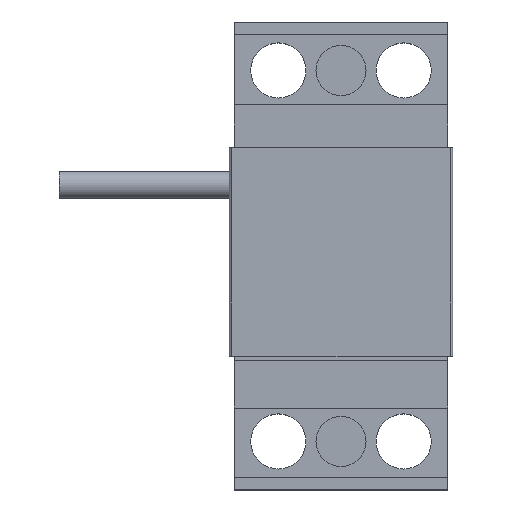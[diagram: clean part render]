
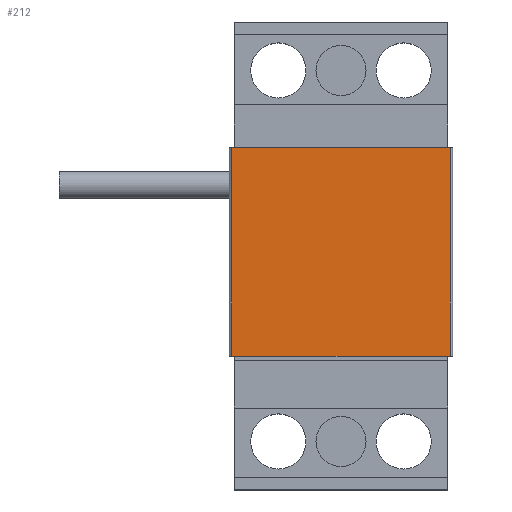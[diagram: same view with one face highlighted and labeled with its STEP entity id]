
A CAD part, top view. The second image highlights one B-rep face of the part: STEP entity #212.
In plain terms, the highlighted face is planar.
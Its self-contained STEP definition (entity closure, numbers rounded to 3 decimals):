
#212 = ADVANCED_FACE( '', ( #408 ), #409, .T. );
#408 = FACE_OUTER_BOUND( '', #592, .T. );
#409 = PLANE( '', #593 );
#592 = EDGE_LOOP( '', ( #989, #990, #991, #992 ) );
#593 = AXIS2_PLACEMENT_3D( '', #993, #994, #995 );
#989 = ORIENTED_EDGE( '', *, *, #1097, .T. );
#990 = ORIENTED_EDGE( '', *, *, #1199, .T. );
#991 = ORIENTED_EDGE( '', *, *, #1233, .F. );
#992 = ORIENTED_EDGE( '', *, *, #1140, .T. );
#993 = CARTESIAN_POINT( '', ( 26.7, 3., -25. ) );
#994 = DIRECTION( '', ( 0., 1., 0. ) );
#995 = DIRECTION( '', ( 0., 0., 1. ) );
#1097 = EDGE_CURVE( '', #1284, #1282, #1285, .T. );
#1140 = EDGE_CURVE( '', #1352, #1284, #1353, .F. );
#1199 = EDGE_CURVE( '', #1282, #1445, #1447, .T. );
#1233 = EDGE_CURVE( '', #1352, #1445, #1491, .T. );
#1282 = VERTEX_POINT( '', #1551 );
#1284 = VERTEX_POINT( '', #1553 );
#1285 = LINE( '', #1554, #1555 );
#1352 = VERTEX_POINT( '', #1648 );
#1353 = LINE( '', #1649, #1650 );
#1445 = VERTEX_POINT( '', #1772 );
#1447 = LINE( '', #1774, #1775 );
#1491 = LINE( '', #1837, #1838 );
#1551 = CARTESIAN_POINT( '', ( 0.25, 3., -25. ) );
#1553 = CARTESIAN_POINT( '', ( 26.45, 3., -25. ) );
#1554 = CARTESIAN_POINT( '', ( 26.7, 3., -25. ) );
#1555 = VECTOR( '', #1889, 1000. );
#1648 = CARTESIAN_POINT( '', ( 26.45, 3., 0. ) );
#1649 = CARTESIAN_POINT( '', ( 26.45, 3., -25. ) );
#1650 = VECTOR( '', #1934, 1000. );
#1772 = CARTESIAN_POINT( '', ( 0.25, 3., 0. ) );
#1774 = CARTESIAN_POINT( '', ( 0.25, 3., -25. ) );
#1775 = VECTOR( '', #2007, 1000. );
#1837 = CARTESIAN_POINT( '', ( 26.7, 3., 0. ) );
#1838 = VECTOR( '', #2035, 1000. );
#1889 = DIRECTION( '', ( -1., 0., 0. ) );
#1934 = DIRECTION( '', ( 0., 0., 1. ) );
#2007 = DIRECTION( '', ( 0., 0., 1. ) );
#2035 = DIRECTION( '', ( -1., 0., 0. ) );
